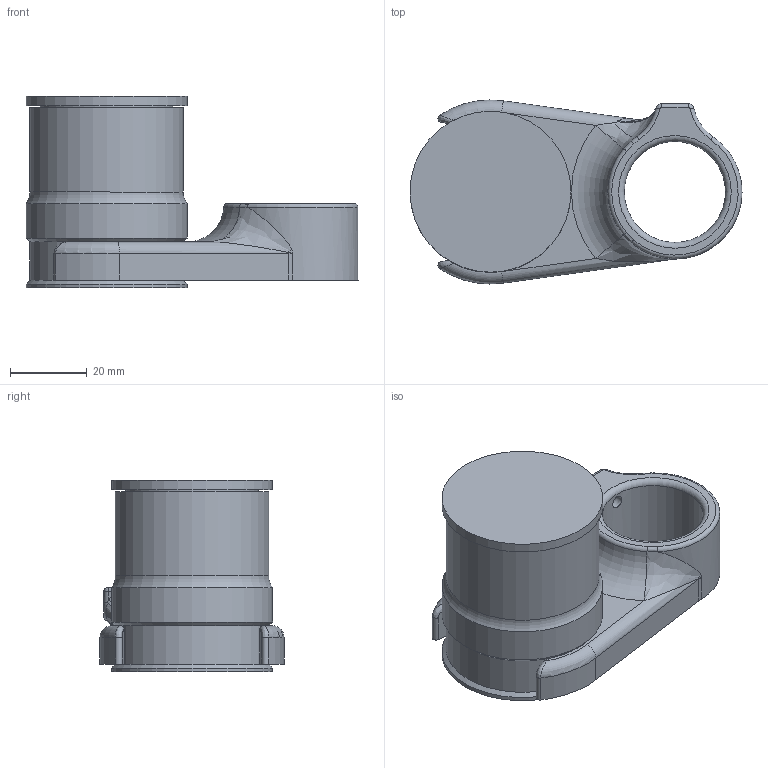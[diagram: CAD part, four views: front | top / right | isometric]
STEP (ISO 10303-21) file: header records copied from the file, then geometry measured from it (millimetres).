
FILE_DESCRIPTION(/* description */ (''),/* implementation_level */ '2;1');
FILE_NAME(/* name */ '7c3f613e-f79c-4ae7-9f38-1b6f9615f4b5.stp',/* time_stamp */ '2018-01-09T01:09:15+00:00',/* author */ (''),/* organization */ (''),/* preprocessor_version */ 'ST-DEVELOPER v16.13',/* originating_system */ 'Autodesk Translation Framework v6.5.0.72',/* authorisation */ '');
FILE_SCHEMA (('AUTOMOTIVE_DESIGN { 1 0 10303 214 3 1 1 }'));
Length unit declared in the file: millimetre
Products named in the file (2): K40 Shaker Head; Salt Shaker
Assembly tree (1 placements, depth 2):
  K40 Shaker Head
    Salt Shaker
Bounding box: 86.61 x 48 x 50 mm (x, y, z)
Volume: 43762.8 mm3; surface area: 25867.3 mm2
Topology: 3 solids, 3 shells, 119 faces, 299 edges, 189 vertices
Faces by surface type: cylinder 77, bspline 15, plane 14, torus 11, cone 2
Full cylindrical faces by diameter (mm): 2 x49, 4.6 x1, 26.4 x1, 34.6 x1, 35 x1, 40 x2, 42 x3
Entity records: 4707 total; most frequent: CARTESIAN_POINT 1543, DIRECTION 661, ORIENTED_EDGE 598, EDGE_CURVE 299, AXIS2_PLACEMENT_3D 284, EDGE_LOOP 224, VERTEX_POINT 189, CIRCLE 177
